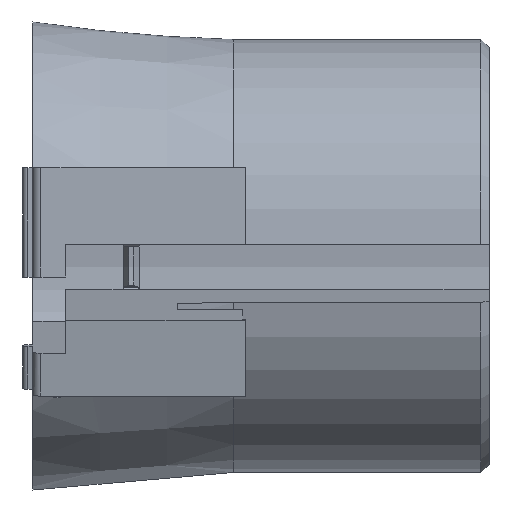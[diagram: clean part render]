
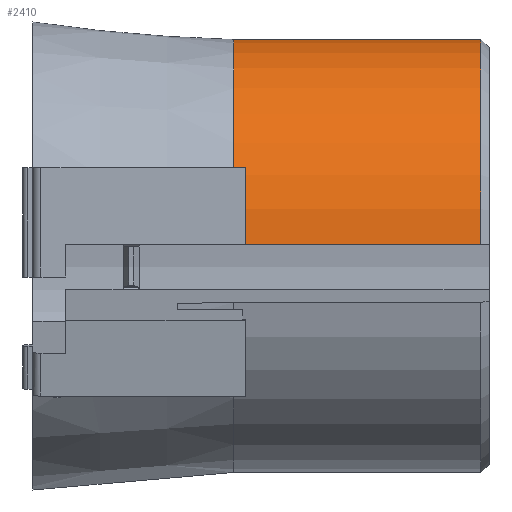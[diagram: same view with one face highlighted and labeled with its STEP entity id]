
A CAD part, top view. The second image highlights one B-rep face of the part: STEP entity #2410.
In plain terms, the highlighted cylindrical face has radius 12.5 mm (diameter 25 mm), a partial arc.
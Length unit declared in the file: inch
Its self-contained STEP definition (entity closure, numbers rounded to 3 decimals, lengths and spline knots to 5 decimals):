
#27 = EDGE_CURVE ( 'NONE', #462, #689, #2625, .T. ) ;
#31 = DIRECTION ( 'NONE',  ( -1., 0., 0. ) ) ;
#233 = EDGE_CURVE ( 'NONE', #2368, #2150, #1032, .T. ) ;
#377 = CIRCLE ( 'NONE', #2709, 0.49213 ) ;
#417 = DIRECTION ( 'NONE',  ( 1., 0., 0. ) ) ;
#462 = VERTEX_POINT ( 'NONE', #3692 ) ;
#689 = VERTEX_POINT ( 'NONE', #2040 ) ;
#763 = ORIENTED_EDGE ( 'NONE', *, *, #3535, .T. ) ;
#1023 = AXIS2_PLACEMENT_3D ( 'NONE', #2704, #1165, #3639 ) ;
#1032 = LINE ( 'NONE', #3822, #1089 ) ;
#1089 = VECTOR ( 'NONE', #417, 39.37008 ) ;
#1104 = ORIENTED_EDGE ( 'NONE', *, *, #3764, .T. ) ;
#1165 = DIRECTION ( 'NONE',  ( 1., 0., 0. ) ) ;
#1357 = DIRECTION ( 'NONE',  ( 0., -1., 0. ) ) ;
#1514 = DIRECTION ( 'NONE',  ( 0., -1., 0. ) ) ;
#1710 = DIRECTION ( 'NONE',  ( 1., 0., 0. ) ) ;
#1767 = CARTESIAN_POINT ( 'NONE',  ( 1.04331, 0., 0.49213 ) ) ;
#1963 = CYLINDRICAL_SURFACE ( 'NONE', #2328, 0.49213 ) ;
#2040 = CARTESIAN_POINT ( 'NONE',  ( 1.04331, 0.01582, -0.49187 ) ) ;
#2150 = VERTEX_POINT ( 'NONE', #1767 ) ;
#2180 = CARTESIAN_POINT ( 'NONE',  ( 1.04331, 0., 0. ) ) ;
#2328 = AXIS2_PLACEMENT_3D ( 'NONE', #3205, #3525, #1357 ) ;
#2368 = VERTEX_POINT ( 'NONE', #3260 ) ;
#2410 = ADVANCED_FACE ( 'NONE', ( #2575 ), #1963, .T. ) ;
#2575 = FACE_OUTER_BOUND ( 'NONE', #2719, .T. ) ;
#2625 = LINE ( 'NONE', #3888, #3515 ) ;
#2704 = CARTESIAN_POINT ( 'NONE',  ( 0.45, 0., 0. ) ) ;
#2709 = AXIS2_PLACEMENT_3D ( 'NONE', #2180, #31, #1514 ) ;
#2719 = EDGE_LOOP ( 'NONE', ( #3336, #1104, #3982, #763 ) ) ;
#3205 = CARTESIAN_POINT ( 'NONE',  ( 0.7565, 0., 0. ) ) ;
#3260 = CARTESIAN_POINT ( 'NONE',  ( 0.45, 0., 0.49213 ) ) ;
#3336 = ORIENTED_EDGE ( 'NONE', *, *, #233, .T. ) ;
#3515 = VECTOR ( 'NONE', #1710, 39.37008 ) ;
#3525 = DIRECTION ( 'NONE',  ( -1., 0., 0. ) ) ;
#3535 = EDGE_CURVE ( 'NONE', #462, #2368, #3540, .T. ) ;
#3540 = CIRCLE ( 'NONE', #1023, 0.49213 ) ;
#3639 = DIRECTION ( 'NONE',  ( 0., -1., 0. ) ) ;
#3692 = CARTESIAN_POINT ( 'NONE',  ( 0.45, 0.01582, -0.49187 ) ) ;
#3764 = EDGE_CURVE ( 'NONE', #2150, #689, #377, .T. ) ;
#3822 = CARTESIAN_POINT ( 'NONE',  ( 0.7565, 0., 0.49213 ) ) ;
#3888 = CARTESIAN_POINT ( 'NONE',  ( 0.7565, 0.01582, -0.49187 ) ) ;
#3982 = ORIENTED_EDGE ( 'NONE', *, *, #27, .F. ) ;
